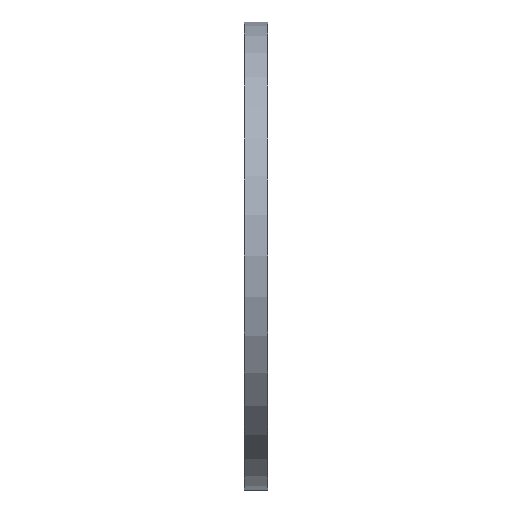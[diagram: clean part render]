
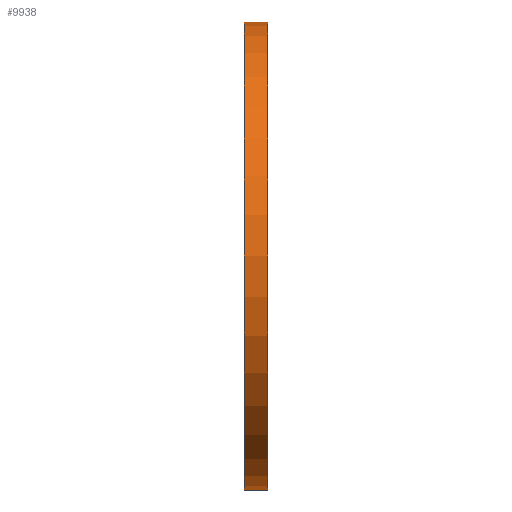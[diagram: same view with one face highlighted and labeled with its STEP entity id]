
A CAD part, left-side view. The second image highlights one B-rep face of the part: STEP entity #9938.
In plain terms, the highlighted cylindrical face has radius 60 mm (diameter 120 mm), a partial arc.
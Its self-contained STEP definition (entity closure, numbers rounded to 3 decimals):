
#291 = DIRECTION ( 'NONE',  ( 0., -1., 0. ) ) ;
#1239 = VECTOR ( 'NONE', #291, 1000. ) ;
#1288 = VERTEX_POINT ( 'NONE', #11110 ) ;
#1717 = CARTESIAN_POINT ( 'NONE',  ( 0., 0., 0. ) ) ;
#1733 = DIRECTION ( 'NONE',  ( 0., -1., 0. ) ) ;
#2299 = DIRECTION ( 'NONE',  ( 0., 1., 0. ) ) ;
#2502 = CARTESIAN_POINT ( 'NONE',  ( 0., 6., -60. ) ) ;
#2572 = ORIENTED_EDGE ( 'NONE', *, *, #8239, .F. ) ;
#2684 = CIRCLE ( 'NONE', #3301, 60. ) ;
#2951 = ORIENTED_EDGE ( 'NONE', *, *, #10523, .F. ) ;
#3158 = CARTESIAN_POINT ( 'NONE',  ( 0., 6., 0. ) ) ;
#3301 = AXIS2_PLACEMENT_3D ( 'NONE', #3158, #2299, #4994 ) ;
#3742 = LINE ( 'NONE', #8826, #1239 ) ;
#3924 = AXIS2_PLACEMENT_3D ( 'NONE', #1717, #5462, #6385 ) ;
#4262 = VERTEX_POINT ( 'NONE', #9476 ) ;
#4421 = FACE_OUTER_BOUND ( 'NONE', #7385, .T. ) ;
#4673 = DIRECTION ( 'NONE',  ( 0., -1., 0. ) ) ;
#4716 = CARTESIAN_POINT ( 'NONE',  ( 0., 6., 0. ) ) ;
#4864 = ORIENTED_EDGE ( 'NONE', *, *, #11135, .T. ) ;
#4994 = DIRECTION ( 'NONE',  ( 0., 0., 1. ) ) ;
#5462 = DIRECTION ( 'NONE',  ( 0., 1., 0. ) ) ;
#5593 = CYLINDRICAL_SURFACE ( 'NONE', #10069, 60. ) ;
#6385 = DIRECTION ( 'NONE',  ( 0., 0., 1. ) ) ;
#6652 = VECTOR ( 'NONE', #1733, 1000. ) ;
#7173 = EDGE_CURVE ( 'NONE', #11507, #4262, #3742, .T. ) ;
#7385 = EDGE_LOOP ( 'NONE', ( #2572, #2951, #8886, #4864 ) ) ;
#8135 = VERTEX_POINT ( 'NONE', #9128 ) ;
#8239 = EDGE_CURVE ( 'NONE', #8135, #1288, #11644, .T. ) ;
#8525 = CIRCLE ( 'NONE', #3924, 60. ) ;
#8826 = CARTESIAN_POINT ( 'NONE',  ( 0., 6., -60. ) ) ;
#8886 = ORIENTED_EDGE ( 'NONE', *, *, #7173, .T. ) ;
#9128 = CARTESIAN_POINT ( 'NONE',  ( 0., 6., 60. ) ) ;
#9476 = CARTESIAN_POINT ( 'NONE',  ( 0., 0., -60. ) ) ;
#9938 = ADVANCED_FACE ( 'NONE', ( #4421 ), #5593, .T. ) ;
#10069 = AXIS2_PLACEMENT_3D ( 'NONE', #4716, #4673, #11173 ) ;
#10523 = EDGE_CURVE ( 'NONE', #11507, #8135, #2684, .T. ) ;
#10999 = CARTESIAN_POINT ( 'NONE',  ( 0., 6., 60. ) ) ;
#11110 = CARTESIAN_POINT ( 'NONE',  ( 0., 0., 60. ) ) ;
#11135 = EDGE_CURVE ( 'NONE', #4262, #1288, #8525, .T. ) ;
#11173 = DIRECTION ( 'NONE',  ( 0., 0., -1. ) ) ;
#11507 = VERTEX_POINT ( 'NONE', #2502 ) ;
#11644 = LINE ( 'NONE', #10999, #6652 ) ;
